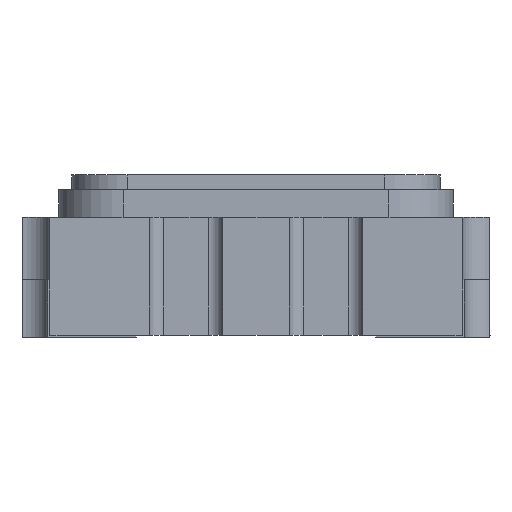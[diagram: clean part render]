
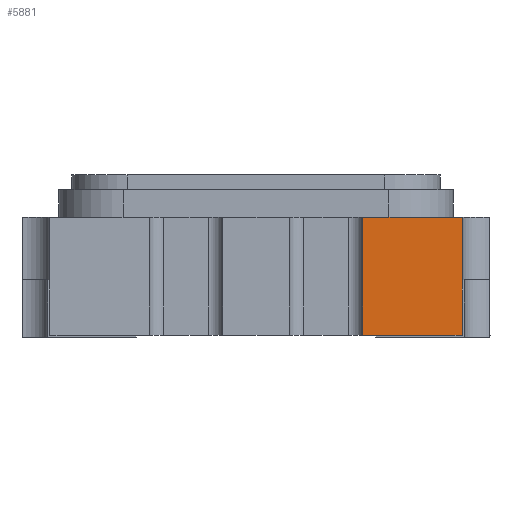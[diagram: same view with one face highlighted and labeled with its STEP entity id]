
A CAD part, front view. The second image highlights one B-rep face of the part: STEP entity #5881.
In plain terms, the highlighted planar face has unit normal (0, -1, 0).
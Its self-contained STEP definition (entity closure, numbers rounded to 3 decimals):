
#44 = PLANE('',#45);
#45 = AXIS2_PLACEMENT_3D('',#46,#47,#48);
#46 = CARTESIAN_POINT('',(-1.33,-1.77,
    0.01));
#47 = DIRECTION('',(0.,0.,1.));
#48 = DIRECTION('',(0.,-1.,0.));
#100 = PLANE('',#101);
#101 = AXIS2_PLACEMENT_3D('',#102,#103,#104);
#102 = CARTESIAN_POINT('',(-1.33,-1.77,
    0.65));
#103 = DIRECTION('',(0.,0.,1.));
#104 = DIRECTION('',(0.,-1.,0.));
#1534 = VERTEX_POINT('',#1535);
#1535 = CARTESIAN_POINT('',(-1.25,-5.01,
    0.01));
#1554 = CYLINDRICAL_SURFACE('',#1555,0.08);
#1555 = AXIS2_PLACEMENT_3D('',#1556,#1557,#1558);
#1556 = CARTESIAN_POINT('',(-1.33,-5.01,
    0.65));
#1557 = DIRECTION('',(0.,0.,-1.));
#1558 = DIRECTION('',(0.,1.,0.));
#1566 = EDGE_CURVE('',#1534,#1567,#1569,.T.);
#1567 = VERTEX_POINT('',#1568);
#1568 = CARTESIAN_POINT('',(-0.79,-5.01,
    0.01));
#1569 = SURFACE_CURVE('',#1570,(#1574,#1581),.PCURVE_S1.);
#1570 = LINE('',#1571,#1572);
#1571 = CARTESIAN_POINT('',(-1.25,-5.01,
    0.01));
#1572 = VECTOR('',#1573,1.);
#1573 = DIRECTION('',(1.,0.,0.));
#1574 = PCURVE('',#44,#1575);
#1575 = DEFINITIONAL_REPRESENTATION('',(#1576),#1580);
#1576 = LINE('',#1577,#1578);
#1577 = CARTESIAN_POINT('',(3.24,0.08));
#1578 = VECTOR('',#1579,1.);
#1579 = DIRECTION('',(0.,1.));
#1580 = ( GEOMETRIC_REPRESENTATION_CONTEXT(2) 
PARAMETRIC_REPRESENTATION_CONTEXT() REPRESENTATION_CONTEXT('2D SPACE',''
  ) );
#1581 = PCURVE('',#1582,#1587);
#1582 = PLANE('',#1583);
#1583 = AXIS2_PLACEMENT_3D('',#1584,#1585,#1586);
#1584 = CARTESIAN_POINT('',(-0.71,-5.01,
    0.65));
#1585 = DIRECTION('',(0.,1.,0.));
#1586 = DIRECTION('',(0.,0.,1.));
#1587 = DEFINITIONAL_REPRESENTATION('',(#1588),#1592);
#1588 = LINE('',#1589,#1590);
#1589 = CARTESIAN_POINT('',(-0.64,-0.54));
#1590 = VECTOR('',#1591,1.);
#1591 = DIRECTION('',(0.,1.));
#1592 = ( GEOMETRIC_REPRESENTATION_CONTEXT(2) 
PARAMETRIC_REPRESENTATION_CONTEXT() REPRESENTATION_CONTEXT('2D SPACE',''
  ) );
#3106 = VERTEX_POINT('',#3107);
#3107 = CARTESIAN_POINT('',(-1.25,-5.01,
    0.65));
#3128 = EDGE_CURVE('',#3106,#3129,#3131,.T.);
#3129 = VERTEX_POINT('',#3130);
#3130 = CARTESIAN_POINT('',(-0.71,-5.01,
    0.65));
#3131 = SURFACE_CURVE('',#3132,(#3136,#3143),.PCURVE_S1.);
#3132 = LINE('',#3133,#3134);
#3133 = CARTESIAN_POINT('',(-1.25,-5.01,
    0.65));
#3134 = VECTOR('',#3135,1.);
#3135 = DIRECTION('',(1.,0.,0.));
#3136 = PCURVE('',#100,#3137);
#3137 = DEFINITIONAL_REPRESENTATION('',(#3138),#3142);
#3138 = LINE('',#3139,#3140);
#3139 = CARTESIAN_POINT('',(3.24,0.08));
#3140 = VECTOR('',#3141,1.);
#3141 = DIRECTION('',(0.,1.));
#3142 = ( GEOMETRIC_REPRESENTATION_CONTEXT(2) 
PARAMETRIC_REPRESENTATION_CONTEXT() REPRESENTATION_CONTEXT('2D SPACE',''
  ) );
#3143 = PCURVE('',#1582,#3144);
#3144 = DEFINITIONAL_REPRESENTATION('',(#3145),#3149);
#3145 = LINE('',#3146,#3147);
#3146 = CARTESIAN_POINT('',(0.,-0.54));
#3147 = VECTOR('',#3148,1.);
#3148 = DIRECTION('',(0.,1.));
#3149 = ( GEOMETRIC_REPRESENTATION_CONTEXT(2) 
PARAMETRIC_REPRESENTATION_CONTEXT() REPRESENTATION_CONTEXT('2D SPACE',''
  ) );
#3168 = CYLINDRICAL_SURFACE('',#3169,0.15);
#3169 = AXIS2_PLACEMENT_3D('',#3170,#3171,#3172);
#3170 = CARTESIAN_POINT('',(-0.56,-5.01,
    0.65));
#3171 = DIRECTION('',(0.,0.,-1.));
#3172 = DIRECTION('',(0.,1.,0.));
#5846 = PLANE('',#5847);
#5847 = AXIS2_PLACEMENT_3D('',#5848,#5849,#5850);
#5848 = CARTESIAN_POINT('',(-0.71,-5.01,
    0.01));
#5849 = DIRECTION('',(0.,1.,0.));
#5850 = DIRECTION('',(0.,0.,1.));
#5881 = ADVANCED_FACE('',(#5882),#1582,.F.);
#5882 = FACE_BOUND('',#5883,.F.);
#5883 = EDGE_LOOP('',(#5884,#5885,#5906,#5907,#5930,#5958));
#5884 = ORIENTED_EDGE('',*,*,#1566,.F.);
#5885 = ORIENTED_EDGE('',*,*,#5886,.F.);
#5886 = EDGE_CURVE('',#3106,#1534,#5887,.T.);
#5887 = SURFACE_CURVE('',#5888,(#5892,#5899),.PCURVE_S1.);
#5888 = LINE('',#5889,#5890);
#5889 = CARTESIAN_POINT('',(-1.25,-5.01,
    0.65));
#5890 = VECTOR('',#5891,1.);
#5891 = DIRECTION('',(0.,0.,-1.));
#5892 = PCURVE('',#1582,#5893);
#5893 = DEFINITIONAL_REPRESENTATION('',(#5894),#5898);
#5894 = LINE('',#5895,#5896);
#5895 = CARTESIAN_POINT('',(0.,-0.54));
#5896 = VECTOR('',#5897,1.);
#5897 = DIRECTION('',(-1.,0.));
#5898 = ( GEOMETRIC_REPRESENTATION_CONTEXT(2) 
PARAMETRIC_REPRESENTATION_CONTEXT() REPRESENTATION_CONTEXT('2D SPACE',''
  ) );
#5899 = PCURVE('',#1554,#5900);
#5900 = DEFINITIONAL_REPRESENTATION('',(#5901),#5905);
#5901 = LINE('',#5902,#5903);
#5902 = CARTESIAN_POINT('',(1.571,0.));
#5903 = VECTOR('',#5904,1.);
#5904 = DIRECTION('',(0.,1.));
#5905 = ( GEOMETRIC_REPRESENTATION_CONTEXT(2) 
PARAMETRIC_REPRESENTATION_CONTEXT() REPRESENTATION_CONTEXT('2D SPACE',''
  ) );
#5906 = ORIENTED_EDGE('',*,*,#3128,.T.);
#5907 = ORIENTED_EDGE('',*,*,#5908,.F.);
#5908 = EDGE_CURVE('',#5909,#3129,#5911,.T.);
#5909 = VERTEX_POINT('',#5910);
#5910 = CARTESIAN_POINT('',(-0.71,-5.01,
    0.31));
#5911 = SURFACE_CURVE('',#5912,(#5916,#5923),.PCURVE_S1.);
#5912 = LINE('',#5913,#5914);
#5913 = CARTESIAN_POINT('',(-0.71,-5.01,
    0.01));
#5914 = VECTOR('',#5915,1.);
#5915 = DIRECTION('',(0.,0.,1.));
#5916 = PCURVE('',#1582,#5917);
#5917 = DEFINITIONAL_REPRESENTATION('',(#5918),#5922);
#5918 = LINE('',#5919,#5920);
#5919 = CARTESIAN_POINT('',(-0.64,0.));
#5920 = VECTOR('',#5921,1.);
#5921 = DIRECTION('',(1.,0.));
#5922 = ( GEOMETRIC_REPRESENTATION_CONTEXT(2) 
PARAMETRIC_REPRESENTATION_CONTEXT() REPRESENTATION_CONTEXT('2D SPACE',''
  ) );
#5923 = PCURVE('',#3168,#5924);
#5924 = DEFINITIONAL_REPRESENTATION('',(#5925),#5929);
#5925 = LINE('',#5926,#5927);
#5926 = CARTESIAN_POINT('',(4.712,0.64));
#5927 = VECTOR('',#5928,1.);
#5928 = DIRECTION('',(0.,-1.));
#5929 = ( GEOMETRIC_REPRESENTATION_CONTEXT(2) 
PARAMETRIC_REPRESENTATION_CONTEXT() REPRESENTATION_CONTEXT('2D SPACE',''
  ) );
#5930 = ORIENTED_EDGE('',*,*,#5931,.F.);
#5931 = EDGE_CURVE('',#5932,#5909,#5934,.T.);
#5932 = VERTEX_POINT('',#5933);
#5933 = CARTESIAN_POINT('',(-0.71,-5.01,
    0.01));
#5934 = SURFACE_CURVE('',#5935,(#5939,#5946),.PCURVE_S1.);
#5935 = LINE('',#5936,#5937);
#5936 = CARTESIAN_POINT('',(-0.71,-5.01,
    0.01));
#5937 = VECTOR('',#5938,1.);
#5938 = DIRECTION('',(0.,0.,1.));
#5939 = PCURVE('',#1582,#5940);
#5940 = DEFINITIONAL_REPRESENTATION('',(#5941),#5945);
#5941 = LINE('',#5942,#5943);
#5942 = CARTESIAN_POINT('',(-0.64,0.));
#5943 = VECTOR('',#5944,1.);
#5944 = DIRECTION('',(1.,0.));
#5945 = ( GEOMETRIC_REPRESENTATION_CONTEXT(2) 
PARAMETRIC_REPRESENTATION_CONTEXT() REPRESENTATION_CONTEXT('2D SPACE',''
  ) );
#5946 = PCURVE('',#5947,#5952);
#5947 = PLANE('',#5948);
#5948 = AXIS2_PLACEMENT_3D('',#5949,#5950,#5951);
#5949 = CARTESIAN_POINT('',(-0.41,-5.01,
    0.));
#5950 = DIRECTION('',(0.,1.,0.));
#5951 = DIRECTION('',(-1.,0.,0.));
#5952 = DEFINITIONAL_REPRESENTATION('',(#5953),#5957);
#5953 = LINE('',#5954,#5955);
#5954 = CARTESIAN_POINT('',(0.3,0.01));
#5955 = VECTOR('',#5956,1.);
#5956 = DIRECTION('',(0.,1.));
#5957 = ( GEOMETRIC_REPRESENTATION_CONTEXT(2) 
PARAMETRIC_REPRESENTATION_CONTEXT() REPRESENTATION_CONTEXT('2D SPACE',''
  ) );
#5958 = ORIENTED_EDGE('',*,*,#5959,.F.);
#5959 = EDGE_CURVE('',#1567,#5932,#5960,.T.);
#5960 = SURFACE_CURVE('',#5961,(#5965,#5972),.PCURVE_S1.);
#5961 = LINE('',#5962,#5963);
#5962 = CARTESIAN_POINT('',(-1.25,-5.01,
    0.01));
#5963 = VECTOR('',#5964,1.);
#5964 = DIRECTION('',(1.,0.,0.));
#5965 = PCURVE('',#1582,#5966);
#5966 = DEFINITIONAL_REPRESENTATION('',(#5967),#5971);
#5967 = LINE('',#5968,#5969);
#5968 = CARTESIAN_POINT('',(-0.64,-0.54));
#5969 = VECTOR('',#5970,1.);
#5970 = DIRECTION('',(0.,1.));
#5971 = ( GEOMETRIC_REPRESENTATION_CONTEXT(2) 
PARAMETRIC_REPRESENTATION_CONTEXT() REPRESENTATION_CONTEXT('2D SPACE',''
  ) );
#5972 = PCURVE('',#5846,#5973);
#5973 = DEFINITIONAL_REPRESENTATION('',(#5974),#5978);
#5974 = LINE('',#5975,#5976);
#5975 = CARTESIAN_POINT('',(0.,-0.54));
#5976 = VECTOR('',#5977,1.);
#5977 = DIRECTION('',(0.,1.));
#5978 = ( GEOMETRIC_REPRESENTATION_CONTEXT(2) 
PARAMETRIC_REPRESENTATION_CONTEXT() REPRESENTATION_CONTEXT('2D SPACE',''
  ) );
